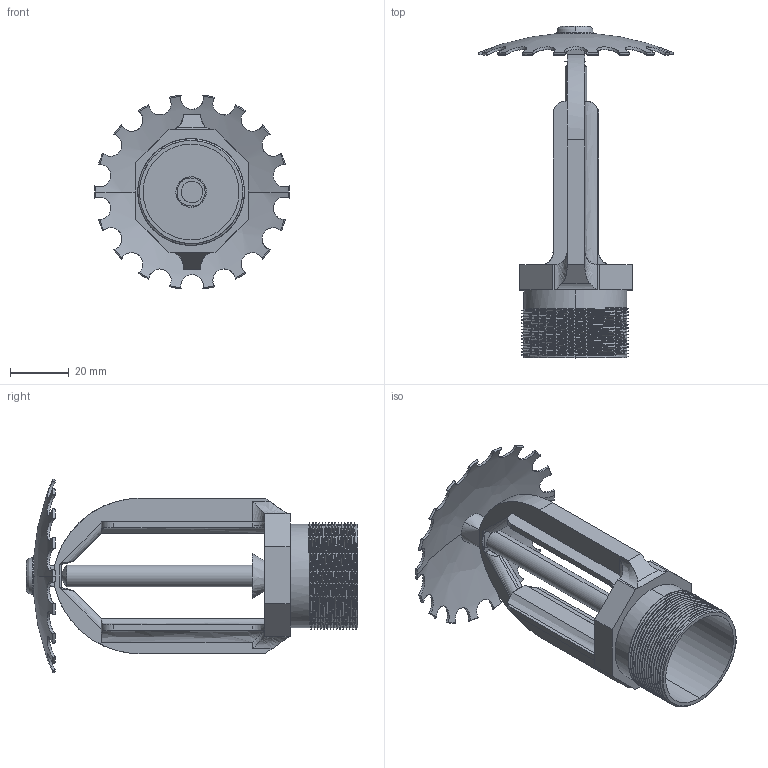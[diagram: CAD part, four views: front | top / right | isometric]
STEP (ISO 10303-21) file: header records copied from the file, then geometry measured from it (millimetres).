
FILE_DESCRIPTION(('FreeCAD Model'),'2;1');
FILE_NAME('Open CASCADE Shape Model','2025-04-25T23:49:16',('FreeCAD'),( 'FreeCAD'),'Open CASCADE STEP processor 7.6','FreeCAD','Unknown');
FILE_SCHEMA(('AUTOMOTIVE_DESIGN { 1 0 10303 214 1 1 1 1 }'));
Length unit declared in the file: millimetre
Products named in the file (1): Open CASCADE STEP translator 7.6 1
Bounding box: 66.31 x 112.89 x 65.9 mm (x, y, z)
Volume: 31701.4 mm3; surface area: 25568.3 mm2
Topology: 3 solids, 3 shells, 216 faces, 602 edges, 392 vertices
Faces by surface type: bspline 216
Entity records: 13733 total; most frequent: CARTESIAN_POINT 10378, ORIENTED_EDGE 1204, EDGE_CURVE 602, B_SPLINE_CURVE_WITH_KNOTS 400, VERTEX_POINT 392, FACE_BOUND 224, EDGE_LOOP 224, ADVANCED_FACE 216
